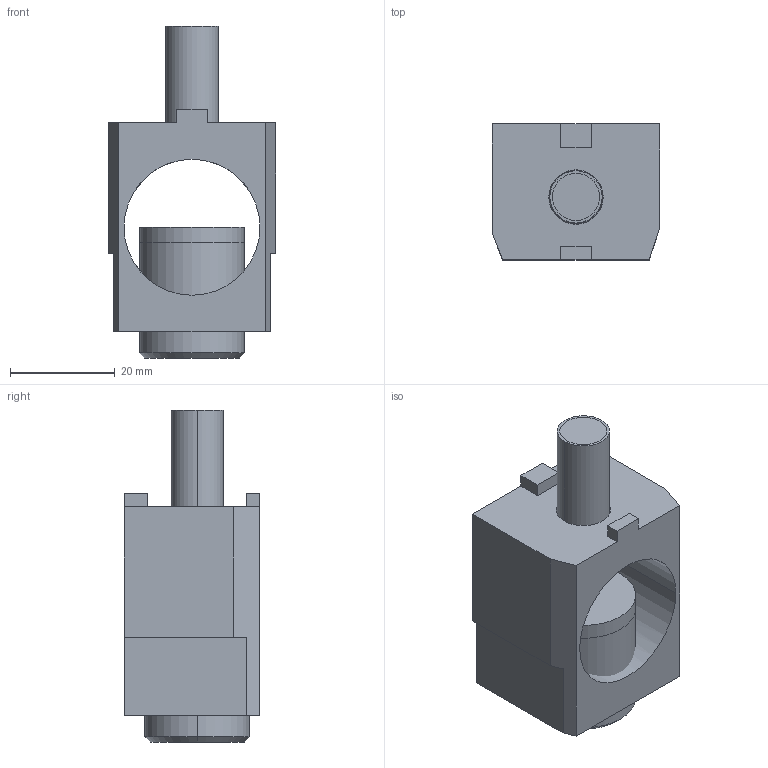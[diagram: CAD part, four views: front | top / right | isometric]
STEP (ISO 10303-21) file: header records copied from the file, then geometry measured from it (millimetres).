
FILE_DESCRIPTION((''),'2;1');
FILE_NAME('ASM0256_ASM','2021-09-06T15:24:19',('zhxmin'),(''),'CREO PARAMETRIC BY PTC INC, 2018020','CREO PARAMETRIC BY PTC INC, 2018020','');
FILE_SCHEMA(('CONFIG_CONTROL_DESIGN','SHAPE_APPEARANCE_LAYERS_GROUPS'));
Length unit declared in the file: metre
Products named in the file (10): 8ZTD579090_SOLID_1; 8ZTD579090_QUILT_1; 8ZTD579090_QUILT_2; 8ZTD901045-23_SOLID_1; 8ZTD901045-23_QUILT_1; 8ZTD904431_SOLID_1; 8ZTD904431_QUILT_1; 5ZTD574176_ASM; NM8-630_ASM; ASM0256_ASM
Assembly tree (9 placements, depth 4):
  ASM0256_ASM
    NM8-630_ASM
      5ZTD574176_ASM
        8ZTD579090_SOLID_1
        8ZTD579090_QUILT_1
        8ZTD579090_QUILT_2
        8ZTD901045-23_SOLID_1
        8ZTD901045-23_QUILT_1
        8ZTD904431_SOLID_1
        8ZTD904431_QUILT_1
Bounding box: 32 x 26 x 63.5 mm (x, y, z)
Volume: 23711 mm3; surface area: 14560.2 mm2
Topology: 3 solids, 7 shells, 84 faces, 198 edges, 126 vertices
Faces by surface type: plane 42, cylinder 26, cone 16
Entity records: 3530 total; most frequent: CARTESIAN_POINT 820, DIRECTION 458, ORIENTED_EDGE 384, EDGE_CURVE 198, COLOUR_RGB 175, AXIS2_PLACEMENT_3D 169, VERTEX_POINT 126, VECTOR 120
